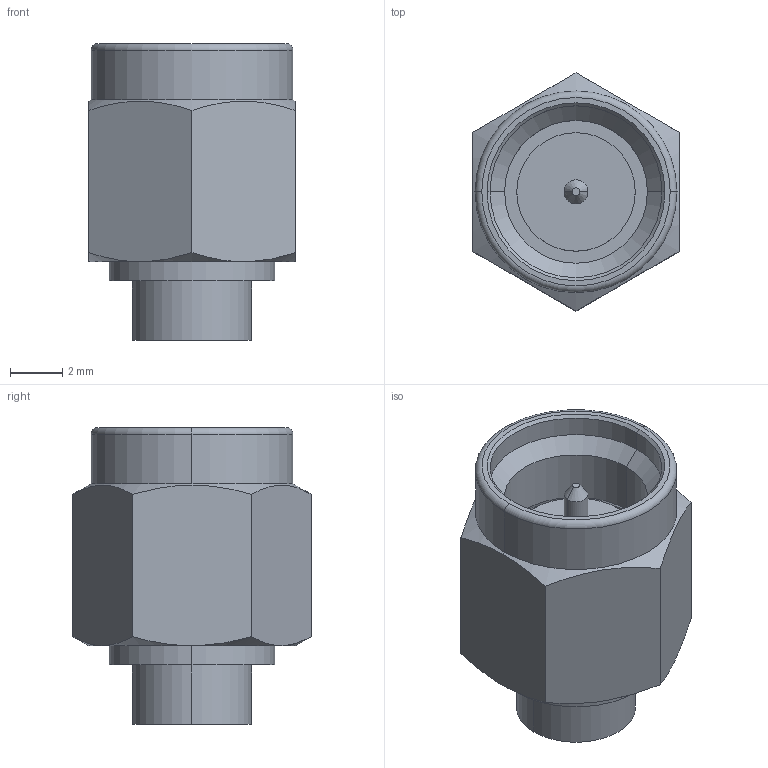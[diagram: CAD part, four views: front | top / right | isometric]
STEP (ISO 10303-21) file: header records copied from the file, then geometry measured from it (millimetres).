
FILE_DESCRIPTION (( 'STEP AP214' ), '1' );
FILE_NAME ('SF2902-6005.STEP', '2015-06-17T17:33:22', ( 'image' ), ( '' ), 'SwSTEP 2.0', 'SolidWorks 2014', '' );
FILE_SCHEMA (( 'AUTOMOTIVE_DESIGN' ));
Length unit declared in the file: inch
Products named in the file (1): SF2902-6005
Bounding box: 7.92 x 9.15 x 11.4 mm (x, y, z)
Volume: 362.5 mm3; surface area: 523.6 mm2
Topology: 1 solids, 1 shells, 52 faces, 114 edges, 70 vertices
Faces by surface type: cone 18, cylinder 18, plane 14, torus 2
Entity records: 2184 total; most frequent: CARTESIAN_POINT 345, DIRECTION 252, ORIENTED_EDGE 228, EDGE_CURVE 114, AXIS2_PLACEMENT_3D 105, VERTEX_POINT 70, EDGE_LOOP 58, DIMENSIONAL_EXPONENTS 53
